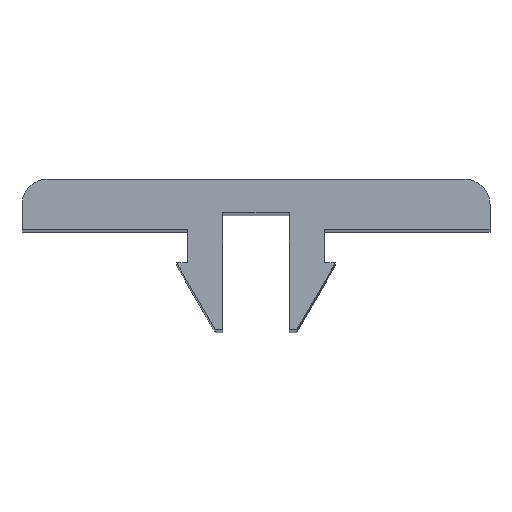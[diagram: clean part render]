
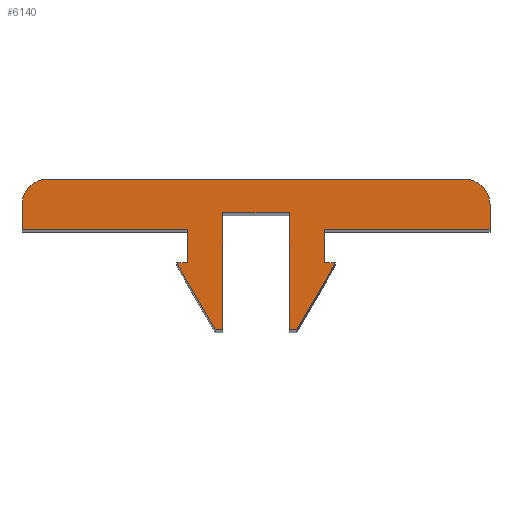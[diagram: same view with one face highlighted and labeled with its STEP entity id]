
A CAD part, top view. The second image highlights one B-rep face of the part: STEP entity #6140.
In plain terms, the highlighted planar face has unit normal (0, 0, 1).
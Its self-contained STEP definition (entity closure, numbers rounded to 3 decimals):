
#1640=CARTESIAN_POINT('',(-8.593,-8.334,430.));
#1650=VERTEX_POINT('',#1640);
#1680=CARTESIAN_POINT('',(0.,-8.334,430.));
#1690=DIRECTION('',(-1.,0.,0.));
#1700=VECTOR('',#1690,1.);
#1710=LINE('',#1680,#1700);
#1720=CARTESIAN_POINT('',(-8.152,-8.334,430.))
;
#1730=VERTEX_POINT('',#1720);
#1740=EDGE_CURVE('',#1730,#1650,#1710,.T.);
#1920=CARTESIAN_POINT('',(-3.341,0.,430.));
#1930=DIRECTION('',(0.5,0.866,0.));
#1940=VECTOR('',#1930,1.);
#1950=LINE('',#1920,#1940);
#1960=CARTESIAN_POINT('',(-5.843,-4.334,430.))
;
#1970=VERTEX_POINT('',#1960);
#1980=EDGE_CURVE('',#1730,#1970,#1950,.T.);
#2160=CARTESIAN_POINT('',(0.,-4.334,430.));
#2170=DIRECTION('',(1.,0.,0.));
#2180=VECTOR('',#2170,1.);
#2190=LINE('',#2160,#2180);
#2200=CARTESIAN_POINT('',(-6.493,-4.334,430.))
;
#2210=VERTEX_POINT('',#2200);
#2220=EDGE_CURVE('',#2210,#1970,#2190,.T.);
#2400=CARTESIAN_POINT('',(-6.493,0.,430.));
#2410=DIRECTION('',(0.,1.,0.));
#2420=VECTOR('',#2410,1.);
#2430=LINE('',#2400,#2420);
#2440=CARTESIAN_POINT('',(-6.493,-2.334,
430.));
#2450=VERTEX_POINT('',#2440);
#2460=EDGE_CURVE('',#2210,#2450,#2430,.T.);
#2640=CARTESIAN_POINT('',(0.,-2.334,430.));
#2650=DIRECTION('',(1.,0.,0.));
#2660=VECTOR('',#2650,1.);
#2670=LINE('',#2640,#2660);
#2680=CARTESIAN_POINT('',(3.407,-2.334,430.));
#2690=VERTEX_POINT('',#2680);
#2700=EDGE_CURVE('',#2450,#2690,#2670,.T.);
#2880=CARTESIAN_POINT('',(3.407,0.,430.));
#2890=DIRECTION('',(0.,1.,0.));
#2900=VECTOR('',#2890,1.);
#2910=LINE('',#2880,#2900);
#2920=CARTESIAN_POINT('',(3.407,-0.834,430.))
;
#2930=VERTEX_POINT('',#2920);
#2940=EDGE_CURVE('',#2690,#2930,#2910,.T.);
#3120=CARTESIAN_POINT('',(1.907,-0.834,
430.));
#3130=DIRECTION('',(0.,0.,1.));
#3140=DIRECTION('',(-1.,0.,0.));
#3150=AXIS2_PLACEMENT_3D('',#3120,#3130,#3140);
#3160=CIRCLE('',#3150,1.5);
#3170=CARTESIAN_POINT('',(1.907,0.666,
430.));
#3180=VERTEX_POINT('',#3170);
#3190=EDGE_CURVE('',#2930,#3180,#3160,.T.);
#3370=CARTESIAN_POINT('',(0.,0.666,430.));
#3380=DIRECTION('',(-1.,0.,0.));
#3390=VECTOR('',#3380,1.);
#3400=LINE('',#3370,#3390);
#3410=CARTESIAN_POINT('',(-23.093,0.666,
430.));
#3420=VERTEX_POINT('',#3410);
#3430=EDGE_CURVE('',#3180,#3420,#3400,.T.);
#3610=CARTESIAN_POINT('',(-23.093,-0.834,430.
));
#3620=DIRECTION('',(0.,0.,1.));
#3630=DIRECTION('',(1.,0.,0.));
#3640=AXIS2_PLACEMENT_3D('',#3610,#3620,#3630);
#3650=CIRCLE('',#3640,1.5);
#3660=CARTESIAN_POINT('',(-24.593,-0.834,430.)
);
#3670=VERTEX_POINT('',#3660);
#3680=EDGE_CURVE('',#3420,#3670,#3650,.T.);
#3860=CARTESIAN_POINT('',(-24.593,0.,430.));
#3870=DIRECTION('',(0.,-1.,0.));
#3880=VECTOR('',#3870,1.);
#3890=LINE('',#3860,#3880);
#3900=CARTESIAN_POINT('',(-24.593,-2.334,430.));
#3910=VERTEX_POINT('',#3900);
#3920=EDGE_CURVE('',#3670,#3910,#3890,.T.);
#4100=CARTESIAN_POINT('',(0.,-2.334,430.));
#4110=DIRECTION('',(1.,0.,0.));
#4120=VECTOR('',#4110,1.);
#4130=LINE('',#4100,#4120);
#4140=CARTESIAN_POINT('',(-14.693,-2.334,430.));
#4150=VERTEX_POINT('',#4140);
#4160=EDGE_CURVE('',#3910,#4150,#4130,.T.);
#4340=CARTESIAN_POINT('',(-14.693,0.,430.));
#4350=DIRECTION('',(0.,-1.,0.));
#4360=VECTOR('',#4350,1.);
#4370=LINE('',#4340,#4360);
#4380=CARTESIAN_POINT('',(-14.693,-4.334,430.)
);
#4390=VERTEX_POINT('',#4380);
#4400=EDGE_CURVE('',#4150,#4390,#4370,.T.);
#4580=CARTESIAN_POINT('',(0.,-4.334,430.));
#4590=DIRECTION('',(-1.,0.,0.));
#4600=VECTOR('',#4590,1.);
#4610=LINE('',#4580,#4600);
#4620=CARTESIAN_POINT('',(-15.343,-4.334,
430.));
#4630=VERTEX_POINT('',#4620);
#4640=EDGE_CURVE('',#4390,#4630,#4610,.T.);
#4820=CARTESIAN_POINT('',(-17.845,0.,430.));
#4830=DIRECTION('',(0.5,-0.866,0.));
#4840=VECTOR('',#4830,1.);
#4850=LINE('',#4820,#4840);
#4860=CARTESIAN_POINT('',(-13.034,-8.334,
430.));
#4870=VERTEX_POINT('',#4860);
#4880=EDGE_CURVE('',#4630,#4870,#4850,.T.);
#5060=CARTESIAN_POINT('',(0.,-8.334,430.));
#5070=DIRECTION('',(1.,0.,0.));
#5080=VECTOR('',#5070,1.);
#5090=LINE('',#5060,#5080);
#5100=CARTESIAN_POINT('',(-12.593,-8.334,430.));
#5110=VERTEX_POINT('',#5100);
#5120=EDGE_CURVE('',#4870,#5110,#5090,.T.);
#5300=CARTESIAN_POINT('',(-12.593,0.,430.));
#5310=DIRECTION('',(0.,1.,0.));
#5320=VECTOR('',#5310,1.);
#5330=LINE('',#5300,#5320);
#5340=CARTESIAN_POINT('',(-12.593,-1.334,430.));
#5350=VERTEX_POINT('',#5340);
#5360=EDGE_CURVE('',#5110,#5350,#5330,.T.);
#5540=CARTESIAN_POINT('',(0.,-1.334,430.));
#5550=DIRECTION('',(1.,0.,0.));
#5560=VECTOR('',#5550,1.);
#5570=LINE('',#5540,#5560);
#5580=CARTESIAN_POINT('',(-8.593,-1.334,430.));
#5590=VERTEX_POINT('',#5580);
#5600=EDGE_CURVE('',#5350,#5590,#5570,.T.);
#5780=CARTESIAN_POINT('',(-8.593,0.,430.));
#5790=DIRECTION('',(0.,-1.,0.));
#5800=VECTOR('',#5790,1.);
#5810=LINE('',#5780,#5800);
#5820=EDGE_CURVE('',#5590,#1650,#5810,.T.);
#5890=CARTESIAN_POINT('',(0.,0.,
430.));
#5900=DIRECTION('',(0.,0.,1.));
#5910=DIRECTION('',(1.,0.,0.));
#5920=AXIS2_PLACEMENT_3D('',#5890,#5900,#5910);
#5930=PLANE('',#5920);
#5940=ORIENTED_EDGE('',*,*,#5820,.T.);
#5950=ORIENTED_EDGE('',*,*,#5600,.T.);
#5960=ORIENTED_EDGE('',*,*,#5360,.T.);
#5970=ORIENTED_EDGE('',*,*,#5120,.T.);
#5980=ORIENTED_EDGE('',*,*,#4880,.T.);
#5990=ORIENTED_EDGE('',*,*,#4640,.T.);
#6000=ORIENTED_EDGE('',*,*,#4400,.T.);
#6010=ORIENTED_EDGE('',*,*,#4160,.T.);
#6020=ORIENTED_EDGE('',*,*,#3920,.T.);
#6030=ORIENTED_EDGE('',*,*,#3680,.T.);
#6040=ORIENTED_EDGE('',*,*,#3430,.T.);
#6050=ORIENTED_EDGE('',*,*,#3190,.T.);
#6060=ORIENTED_EDGE('',*,*,#2940,.T.);
#6070=ORIENTED_EDGE('',*,*,#2700,.T.);
#6080=ORIENTED_EDGE('',*,*,#2460,.T.);
#6090=ORIENTED_EDGE('',*,*,#2220,.F.);
#6100=ORIENTED_EDGE('',*,*,#1980,.T.);
#6110=ORIENTED_EDGE('',*,*,#1740,.F.);
#6120=EDGE_LOOP('',(#6110,#6100,#6090,#6080,#6070,#6060,#6050,#6040,
#6030,#6020,#6010,#6000,#5990,#5980,#5970,#5960,#5950,#5940));
#6130=FACE_OUTER_BOUND('',#6120,.T.);
#6140=ADVANCED_FACE('',(#6130),#5930,.T.);
